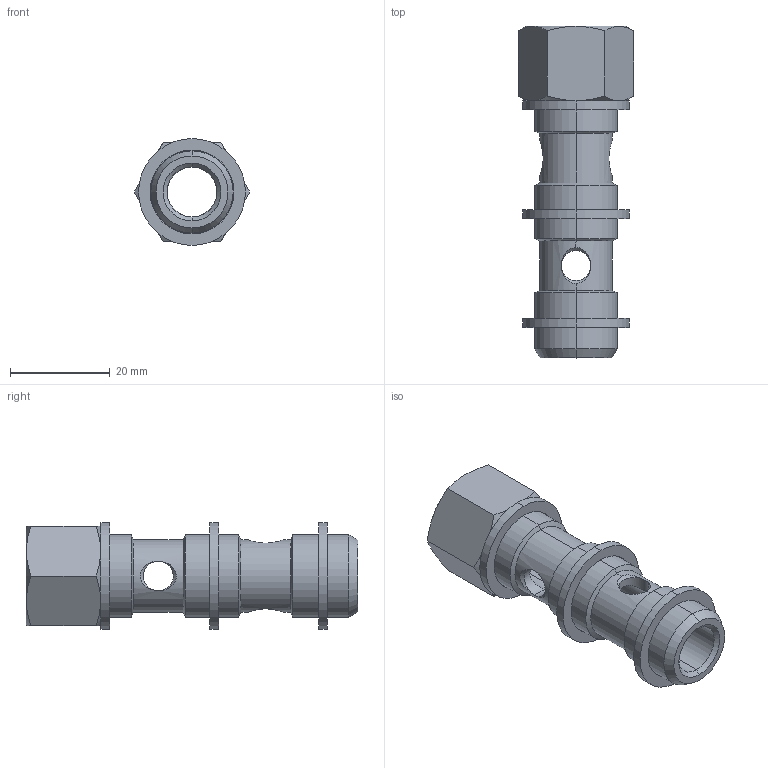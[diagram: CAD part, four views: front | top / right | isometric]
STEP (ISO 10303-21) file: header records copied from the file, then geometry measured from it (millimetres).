
FILE_DESCRIPTION (( 'STEP AP203' ), '1' );
FILE_NAME ('A0240003.STEP', '2009-12-04T15:20:59', ( 'Gabriele' ), ( 'C.Matic srl' ), 'SwSTEP 2.0', 'SolidWorks 2009', '' );
FILE_SCHEMA (( 'CONFIG_CONTROL_DESIGN' ));
Length unit declared in the file: millimetre
Products named in the file (3): A0240003; 001-A113; 003-0050
Assembly tree (4 placements, depth 2):
  A0240003
    003-0050  x3
    001-A113
Bounding box: 23.09 x 66.5 x 21.4 mm (x, y, z)
Volume: 9119.8 mm3; surface area: 7786.2 mm2
Topology: 4 solids, 4 shells, 77 faces, 190 edges, 118 vertices
Faces by surface type: cylinder 34, cone 28, plane 15
Entity records: 2875 total; most frequent: CARTESIAN_POINT 988, ORIENTED_EDGE 332, DIRECTION 308, EDGE_CURVE 166, AXIS2_PLACEMENT_3D 126, VERTEX_POINT 102, EDGE_LOOP 74, ADVANCED_FACE 65
